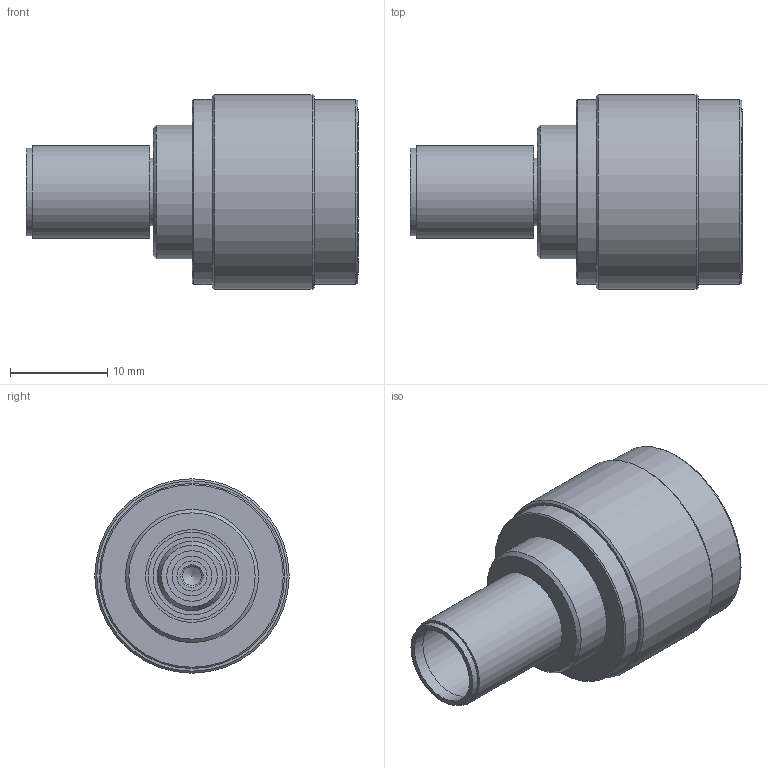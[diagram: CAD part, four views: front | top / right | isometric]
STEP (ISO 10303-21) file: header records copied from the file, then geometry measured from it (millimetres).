
FILE_DESCRIPTION (( 'STEP AP214' ), '1' );
FILE_NAME ('ANM-1304_3D.STEP', '2021-05-14T14:24:10', ( '' ), ( '' ), 'SwSTEP 2.0', 'SolidWorks 2020', '' );
FILE_SCHEMA (( 'AUTOMOTIVE_DESIGN' ));
Length unit declared in the file: inch
Products named in the file (4): ANM-1304_3D; ANM-1304-MA3; ANM-1304-MA2; ANM-1304-MA1
Assembly tree (3 placements, depth 2):
  ANM-1304_3D
    ANM-1304-MA1
    ANM-1304-MA2
    ANM-1304-MA3
Bounding box: 34.15 x 20 x 20 mm (x, y, z)
Volume: 4326.8 mm3; surface area: 4368.3 mm2
Topology: 3 solids, 3 shells, 88 faces, 180 edges, 110 vertices
Faces by surface type: plane 34, cone 29, cylinder 25
Full cylindrical faces by diameter (mm): 0.685 x1, 1.647 x1, 1.921 x1, 2.9 x1, 3.1 x3, 3.268 x1, 3.5 x1, 4.1 x1, 5.2 x1, 5.5 x1, 6.985 x1, 7 x1, 7.119 x1, 8 x1, 8.35 x1, 8.5 x1, 9 x1, 9.549 x1, 13.696 x1, 16.3 x1, 19.038 x2, 19.995 x1
Entity records: 2425 total; most frequent: DIRECTION 390, CARTESIAN_POINT 386, ORIENTED_EDGE 254, AXIS2_PLACEMENT_3D 179, EDGE_LOOP 156, EDGE_CURVE 127, FACE_OUTER_BOUND 113, VERTEX_POINT 107
